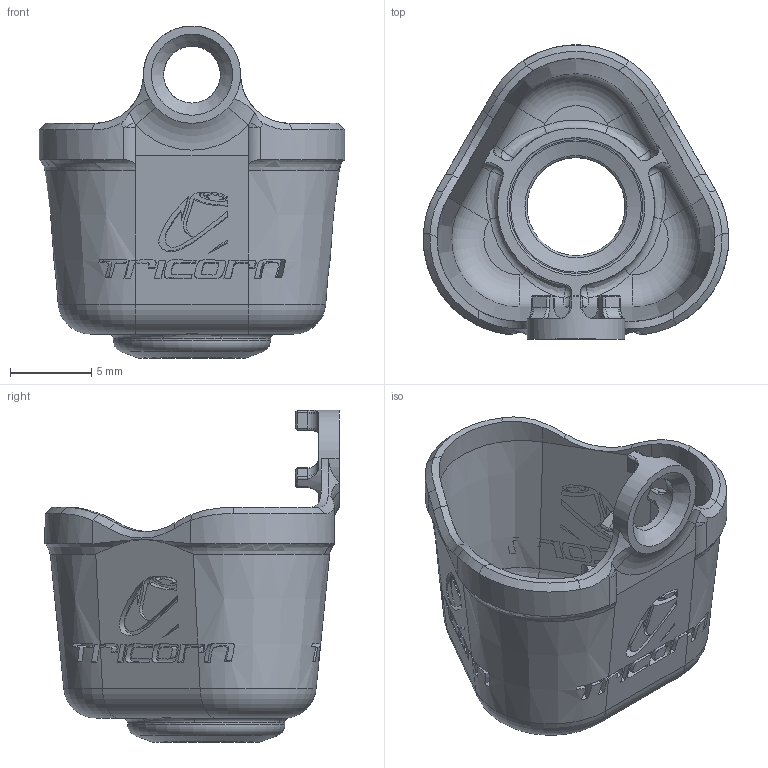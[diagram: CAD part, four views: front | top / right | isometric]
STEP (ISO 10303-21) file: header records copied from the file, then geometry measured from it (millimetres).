
FILE_DESCRIPTION(/* description */ ('STEP AP242'),/* implementation_level */ '2;1');
FILE_NAME(/* name */ 'Tricorn V2 Branded Sheild.step',/* time_stamp */ '2026-01-15T18:32:51-05:00',/* author */ (''),/* organization */ (''),/* preprocessor_version */ 'ST-DEVELOPER v20.1',/* originating_system */ 'Autodesk Translation Framework v14.21.0.0',/* authorisation */ '');
FILE_SCHEMA (('AUTOMOTIVE_DESIGN { 1 0 10303 214 3 1 1 }'));
Length unit declared in the file: millimetre
Products named in the file (1): bucket
Bounding box: 18.83 x 18.16 x 20.48 mm (x, y, z)
Volume: 611.3 mm3; surface area: 1979.5 mm2
Topology: 1 solids, 1 shells, 430 faces, 1063 edges, 657 vertices
Faces by surface type: bspline 145, plane 119, cylinder 69, cone 49, torus 40, sphere 8
Full cylindrical faces by diameter (mm): 3.5 x1, 6 x1, 8.5 x1, 9.7 x1
Entity records: 17287 total; most frequent: CARTESIAN_POINT 8022, ORIENTED_EDGE 2114, DIRECTION 1555, EDGE_CURVE 1057, VERTEX_POINT 657, AXIS2_PLACEMENT_3D 550, EDGE_LOOP 462, LINE 455
